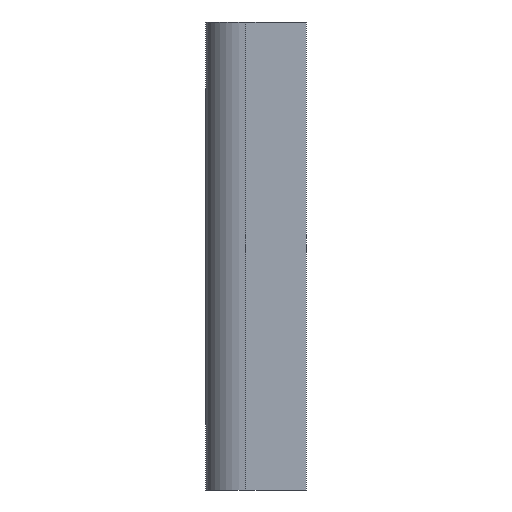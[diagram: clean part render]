
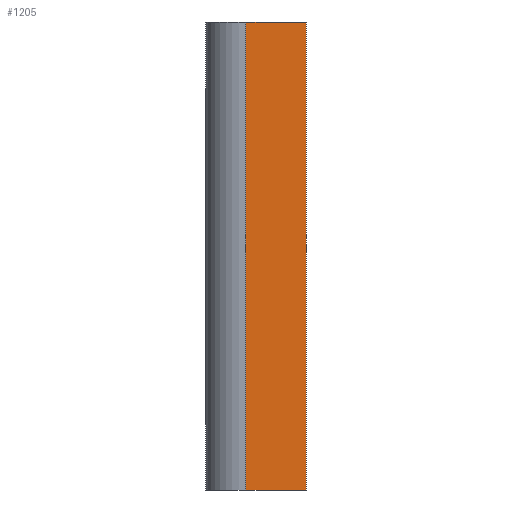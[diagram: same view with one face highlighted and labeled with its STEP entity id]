
A CAD part, front view. The second image highlights one B-rep face of the part: STEP entity #1205.
In plain terms, the highlighted planar face has unit normal (0, -1, 0).
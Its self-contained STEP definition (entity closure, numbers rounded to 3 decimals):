
#1166=CARTESIAN_POINT('Axis2P3D Location',(2.,-52.,0.)) ;
#1171=CARTESIAN_POINT('Line Origine',(6.,-52.,0.)) ;
#1175=CARTESIAN_POINT('Vertex',(6.,-52.,35.)) ;
#1177=CARTESIAN_POINT('Vertex',(6.,-52.,-35.)) ;
#1180=CARTESIAN_POINT('Line Origine',(10.5,-52.,-35.)) ;
#1184=CARTESIAN_POINT('Vertex',(15.,-52.,-35.)) ;
#1187=CARTESIAN_POINT('Line Origine',(15.,-52.,0.)) ;
#1191=CARTESIAN_POINT('Vertex',(15.,-52.,35.)) ;
#1194=CARTESIAN_POINT('Line Origine',(10.5,-52.,35.)) ;
#1167=DIRECTION('Axis2P3D Direction',(0.,-1.,0.)) ;
#1168=DIRECTION('Axis2P3D XDirection',(0.,0.,-1.)) ;
#1172=DIRECTION('Vector Direction',(0.,0.,-1.)) ;
#1181=DIRECTION('Vector Direction',(1.,0.,0.)) ;
#1188=DIRECTION('Vector Direction',(0.,0.,1.)) ;
#1195=DIRECTION('Vector Direction',(-1.,0.,0.)) ;
#1169=AXIS2_PLACEMENT_3D('Plane Axis2P3D',#1166,#1167,#1168) ;
#1200=ORIENTED_EDGE('',*,*,#1179,.T.) ;
#1201=ORIENTED_EDGE('',*,*,#1186,.T.) ;
#1202=ORIENTED_EDGE('',*,*,#1193,.T.) ;
#1203=ORIENTED_EDGE('',*,*,#1198,.T.) ;
#1173=VECTOR('Line Direction',#1172,1.) ;
#1182=VECTOR('Line Direction',#1181,1.) ;
#1189=VECTOR('Line Direction',#1188,1.) ;
#1196=VECTOR('Line Direction',#1195,1.) ;
#1205=ADVANCED_FACE('Corps principal',(#1204),#1170,.T.) ;
#1179=EDGE_CURVE('',#1176,#1178,#1174,.T.) ;
#1186=EDGE_CURVE('',#1178,#1185,#1183,.T.) ;
#1193=EDGE_CURVE('',#1185,#1192,#1190,.T.) ;
#1198=EDGE_CURVE('',#1192,#1176,#1197,.T.) ;
#1199=EDGE_LOOP('',(#1200,#1201,#1202,#1203)) ;
#1204=FACE_OUTER_BOUND('',#1199,.T.) ;
#1174=LINE('Line',#1171,#1173) ;
#1183=LINE('Line',#1180,#1182) ;
#1190=LINE('Line',#1187,#1189) ;
#1197=LINE('Line',#1194,#1196) ;
#1170=PLANE('Plane',#1169) ;
#1176=VERTEX_POINT('',#1175) ;
#1178=VERTEX_POINT('',#1177) ;
#1185=VERTEX_POINT('',#1184) ;
#1192=VERTEX_POINT('',#1191) ;
